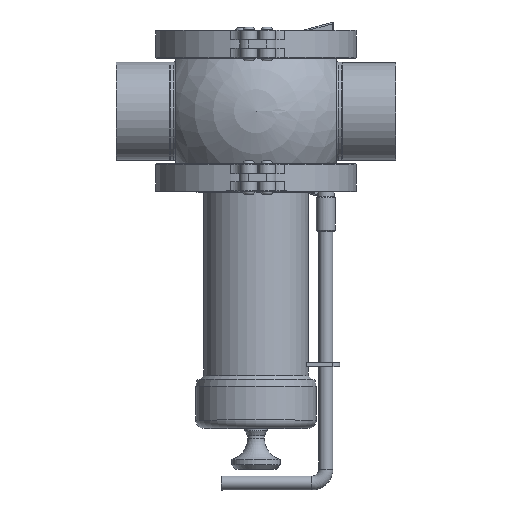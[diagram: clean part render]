
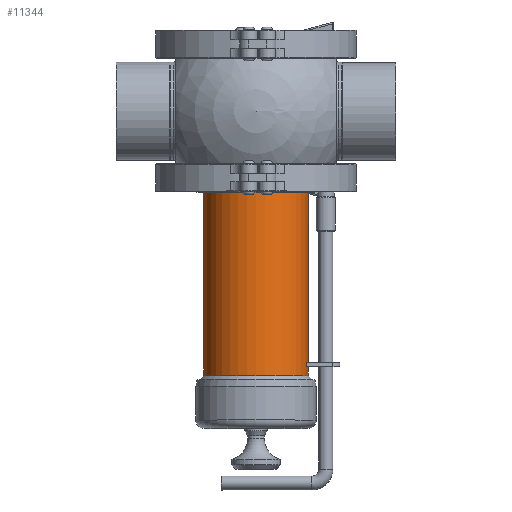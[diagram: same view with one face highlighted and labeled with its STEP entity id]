
A CAD part, top view. The second image highlights one B-rep face of the part: STEP entity #11344.
In plain terms, the highlighted cylindrical face has radius 37.5 mm (diameter 75 mm), a full revolution.
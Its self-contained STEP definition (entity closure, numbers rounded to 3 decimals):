
#374=FACE_BOUND('',#1635,.T.);
#917=FACE_OUTER_BOUND('',#1634,.T.);
#1634=EDGE_LOOP('',(#7672,#7673,#7674,#7675));
#1635=EDGE_LOOP('',(#7676,#7677,#7678,#7679));
#2414=CIRCLE('',#12116,37.5);
#2415=CIRCLE('',#12118,37.5);
#2439=CIRCLE('',#12161,37.5);
#2440=CIRCLE('',#12162,37.5);
#3350=LINE('',#17730,#3926);
#3360=LINE('',#17757,#3936);
#3374=LINE('',#17919,#3950);
#3926=VECTOR('',#13862,10.);
#3936=VECTOR('',#13888,10.);
#3950=VECTOR('',#13996,37.5);
#4517=VERTEX_POINT('',#17727);
#4518=VERTEX_POINT('',#17729);
#4526=VERTEX_POINT('',#17753);
#4527=VERTEX_POINT('',#17755);
#4554=VERTEX_POINT('',#17916);
#4555=VERTEX_POINT('',#17918);
#5682=EDGE_CURVE('',#4518,#4517,#3350,.T.);
#5696=EDGE_CURVE('',#4526,#4527,#3360,.T.);
#5697=EDGE_CURVE('',#4527,#4518,#2414,.T.);
#5698=EDGE_CURVE('',#4517,#4526,#2415,.T.);
#5739=EDGE_CURVE('',#4554,#4554,#2439,.T.);
#5740=EDGE_CURVE('',#4554,#4555,#3374,.T.);
#5741=EDGE_CURVE('',#4555,#4555,#2440,.T.);
#7672=ORIENTED_EDGE('',*,*,#5739,.F.);
#7673=ORIENTED_EDGE('',*,*,#5740,.T.);
#7674=ORIENTED_EDGE('',*,*,#5741,.F.);
#7675=ORIENTED_EDGE('',*,*,#5740,.F.);
#7676=ORIENTED_EDGE('',*,*,#5696,.T.);
#7677=ORIENTED_EDGE('',*,*,#5697,.T.);
#7678=ORIENTED_EDGE('',*,*,#5682,.T.);
#7679=ORIENTED_EDGE('',*,*,#5698,.T.);
#11042=CYLINDRICAL_SURFACE('',#12160,37.5);
#11344=ADVANCED_FACE('',(#917,#374),#11042,.T.);
#12116=AXIS2_PLACEMENT_3D('',#17759,#13891,#13892);
#12118=AXIS2_PLACEMENT_3D('',#17761,#13895,#13896);
#12160=AXIS2_PLACEMENT_3D('',#17915,#13992,#13993);
#12161=AXIS2_PLACEMENT_3D('',#17917,#13994,#13995);
#12162=AXIS2_PLACEMENT_3D('',#17920,#13997,#13998);
#13862=DIRECTION('',(0.,1.,0.));
#13888=DIRECTION('',(0.,-1.,0.));
#13891=DIRECTION('center_axis',(0.,-1.,0.));
#13892=DIRECTION('ref_axis',(1.,0.,0.));
#13895=DIRECTION('center_axis',(0.,1.,0.));
#13896=DIRECTION('ref_axis',(1.,0.,0.));
#13992=DIRECTION('center_axis',(0.,-1.,0.));
#13993=DIRECTION('ref_axis',(1.,0.,0.));
#13994=DIRECTION('center_axis',(0.,-1.,0.));
#13995=DIRECTION('ref_axis',(0.,0.,
1.));
#13996=DIRECTION('',(0.,1.,0.));
#13997=DIRECTION('center_axis',(0.,1.,0.));
#13998=DIRECTION('ref_axis',(1.,0.,0.));
#17727=CARTESIAN_POINT('',(36.142,-179.8,10.));
#17729=CARTESIAN_POINT('',(36.142,-182.8,10.));
#17730=CARTESIAN_POINT('',(36.142,-123.55,10.));
#17753=CARTESIAN_POINT('',(36.142,-179.8,-10.));
#17755=CARTESIAN_POINT('',(36.142,-182.8,-10.));
#17757=CARTESIAN_POINT('',(36.142,-123.55,-10.));
#17759=CARTESIAN_POINT('Origin',(0.,-182.8,0.));
#17761=CARTESIAN_POINT('Origin',(0.,-179.8,0.));
#17915=CARTESIAN_POINT('Origin',(0.,-123.55,0.));
#17916=CARTESIAN_POINT('',(-37.5,-189.3,0.));
#17917=CARTESIAN_POINT('Origin',(0.,-189.3,0.));
#17918=CARTESIAN_POINT('',(-37.5,-57.8,0.));
#17919=CARTESIAN_POINT('',(-37.5,-123.55,0.));
#17920=CARTESIAN_POINT('Origin',(0.,-57.8,0.));
